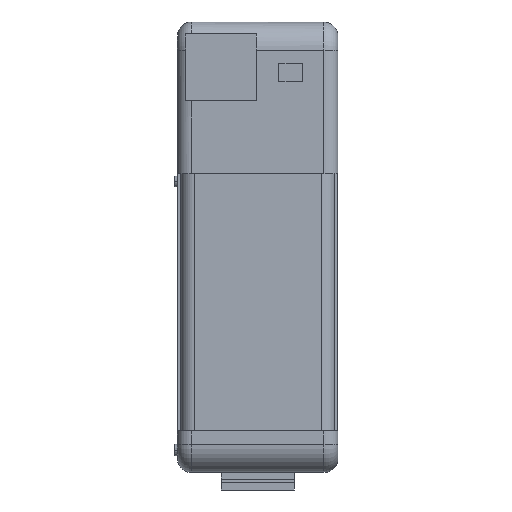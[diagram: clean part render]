
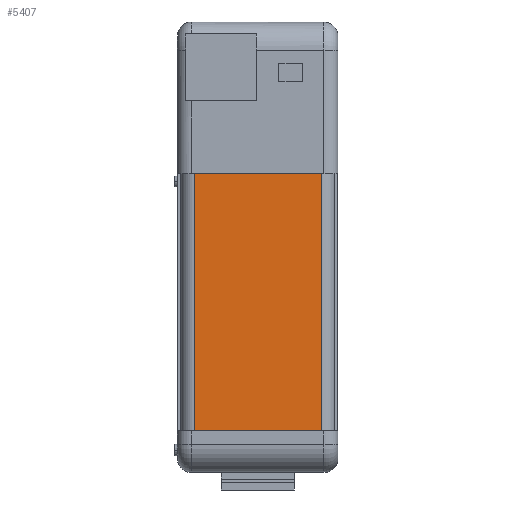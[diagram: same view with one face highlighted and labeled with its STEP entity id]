
A CAD part, front view. The second image highlights one B-rep face of the part: STEP entity #5407.
In plain terms, the highlighted planar face has unit normal (0, -1, 0).
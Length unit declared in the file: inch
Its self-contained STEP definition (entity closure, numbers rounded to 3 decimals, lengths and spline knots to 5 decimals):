
#251 = DIRECTION ( 'NONE',  ( -1., 0., 0. ) ) ;
#272 = CARTESIAN_POINT ( 'NONE',  ( 0.5625, -2.9225, 0.655 ) ) ;
#440 = VECTOR ( 'NONE', #12362, 39.37008 ) ;
#854 = LINE ( 'NONE', #3962, #6410 ) ;
#925 = DIRECTION ( 'NONE',  ( 0., -1., 0. ) ) ;
#961 = LINE ( 'NONE', #5397, #3452 ) ;
#1151 = CARTESIAN_POINT ( 'NONE',  ( 0.5625, -2.9225, 0.655 ) ) ;
#2400 = EDGE_LOOP ( 'NONE', ( #12344, #9118, #13206, #12233 ) ) ;
#2532 = CARTESIAN_POINT ( 'NONE',  ( -0.5625, -2.9225, -1.63 ) ) ;
#3124 = CARTESIAN_POINT ( 'NONE',  ( -0.5625, -2.9225, 0.655 ) ) ;
#3260 = LINE ( 'NONE', #3124, #440 ) ;
#3452 = VECTOR ( 'NONE', #9504, 39.37008 ) ;
#3962 = CARTESIAN_POINT ( 'NONE',  ( 0.5625, -2.9225, -1.63 ) ) ;
#4154 = LINE ( 'NONE', #272, #12024 ) ;
#4263 = EDGE_CURVE ( 'NONE', #11043, #8892, #4154, .T. ) ;
#4577 = VERTEX_POINT ( 'NONE', #6182 ) ;
#5021 = DIRECTION ( 'NONE',  ( -1., 0., 0. ) ) ;
#5397 = CARTESIAN_POINT ( 'NONE',  ( 0.5625, -2.9225, 0.655 ) ) ;
#5407 = ADVANCED_FACE ( 'NONE', ( #6027 ), #9233, .T. ) ;
#5804 = AXIS2_PLACEMENT_3D ( 'NONE', #7174, #925, #8237 ) ;
#6027 = FACE_OUTER_BOUND ( 'NONE', #2400, .T. ) ;
#6182 = CARTESIAN_POINT ( 'NONE',  ( 0.5625, -2.9225, -1.63 ) ) ;
#6410 = VECTOR ( 'NONE', #5021, 39.37008 ) ;
#6848 = EDGE_CURVE ( 'NONE', #8892, #7987, #3260, .T. ) ;
#7174 = CARTESIAN_POINT ( 'NONE',  ( 0.5625, -2.9225, 0.655 ) ) ;
#7987 = VERTEX_POINT ( 'NONE', #2532 ) ;
#8237 = DIRECTION ( 'NONE',  ( 0., 0., -1. ) ) ;
#8405 = EDGE_CURVE ( 'NONE', #11043, #4577, #961, .T. ) ;
#8892 = VERTEX_POINT ( 'NONE', #10220 ) ;
#9118 = ORIENTED_EDGE ( 'NONE', *, *, #8405, .F. ) ;
#9233 = PLANE ( 'NONE',  #5804 ) ;
#9504 = DIRECTION ( 'NONE',  ( 0., 0., -1. ) ) ;
#9764 = EDGE_CURVE ( 'NONE', #4577, #7987, #854, .T. ) ;
#10220 = CARTESIAN_POINT ( 'NONE',  ( -0.5625, -2.9225, 0.655 ) ) ;
#11043 = VERTEX_POINT ( 'NONE', #1151 ) ;
#12024 = VECTOR ( 'NONE', #251, 39.37008 ) ;
#12233 = ORIENTED_EDGE ( 'NONE', *, *, #6848, .T. ) ;
#12344 = ORIENTED_EDGE ( 'NONE', *, *, #9764, .F. ) ;
#12362 = DIRECTION ( 'NONE',  ( 0., 0., -1. ) ) ;
#13206 = ORIENTED_EDGE ( 'NONE', *, *, #4263, .T. ) ;
